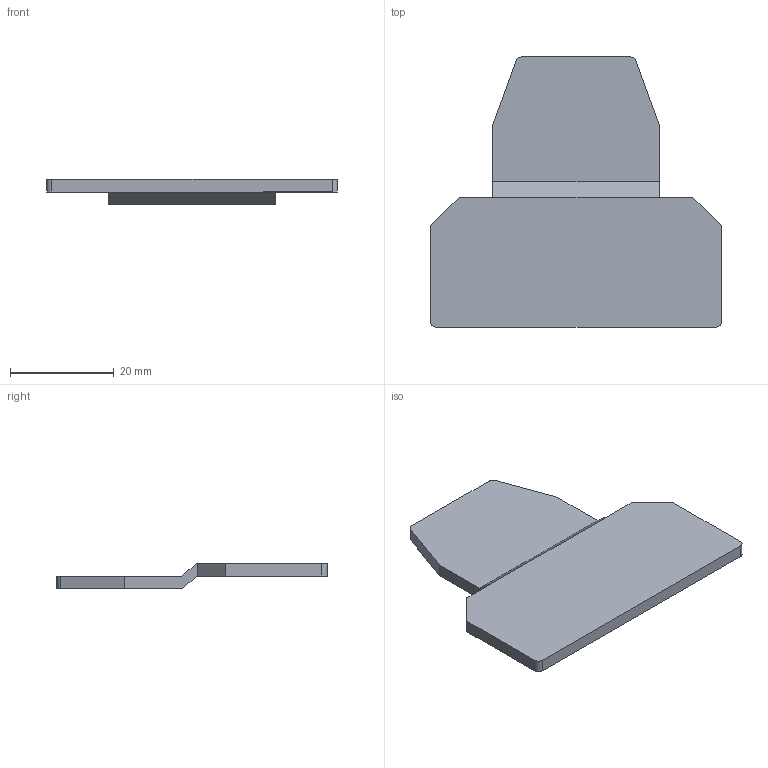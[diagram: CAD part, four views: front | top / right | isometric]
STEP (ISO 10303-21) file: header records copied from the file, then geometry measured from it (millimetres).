
FILE_DESCRIPTION(('SolidDesigner STEP Export'),'2;1');
FILE_NAME('2770024_d-ukk_3_5-select.stp','2013-05-27T15:20:26',(''),(''),'Creo Elements/Direct Modeling STEP processor for AP214 (Solid Model)','Creo Elements/Direct Modeling 18.1 06-May-2012 (C) Parametric Technology GmbH','');
FILE_SCHEMA(('AUTOMOTIVE_DESIGN { 1 0 10303 214 1 1 1 1 }'));
Length unit declared in the file: millimetre
Products named in the file (2): 2770024_d-ukk_3_5-select
Assembly tree (1 placements, depth 2):
  2770024_d-ukk_3_5-select
    2770024_d-ukk_3_5-select
Bounding box: 56 x 52 x 5 mm (x, y, z)
Volume: 5429.1 mm3; surface area: 4902.9 mm2
Topology: 1 solids, 1 shells, 22 faces, 56 edges, 36 vertices
Faces by surface type: plane 18, cylinder 4
Entity records: 877 total; most frequent: CARTESIAN_POINT 116, DIRECTION 112, ORIENTED_EDGE 112, EDGE_CURVE 56, VECTOR 48, LINE 48, VERTEX_POINT 36, AXIS2_PLACEMENT_3D 32
